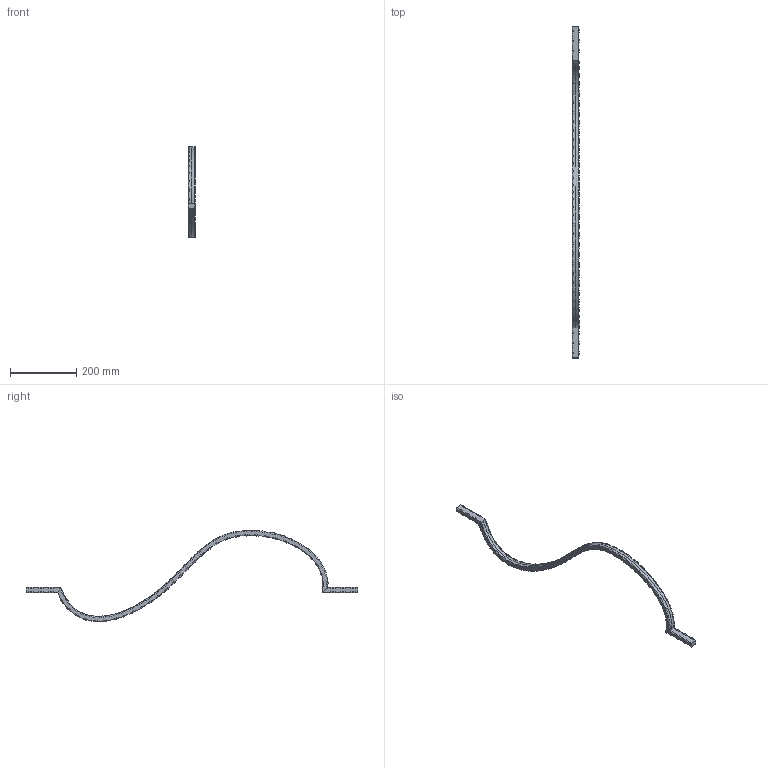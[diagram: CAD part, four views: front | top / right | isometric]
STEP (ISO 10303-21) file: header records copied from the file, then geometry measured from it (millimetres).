
FILE_DESCRIPTION (( 'STEP AP203' ), '1' );
FILE_NAME ('1703.step', '2015-09-17T14:50:40', ( '' ), ( '' ), 'SwSTEP 2.0', 'SolidWorks 2015', '' );
FILE_SCHEMA (( 'CONFIG_CONTROL_DESIGN' ));
Length unit declared in the file: millimetre
Products named in the file (1): 1703
Bounding box: 22.6 x 1000 x 275.82 mm (x, y, z)
Volume: 337043.9 mm3; surface area: 92694.5 mm2
Topology: 80 solids, 80 shells, 556 faces, 1860 edges, 980 vertices
Faces by surface type: torus 316, bspline 143, plane 97
Entity records: 26457 total; most frequent: CARTESIAN_POINT 14064, ORIENTED_EDGE 2720, DIRECTION 2254, EDGE_CURVE 1360, VERTEX_POINT 980, AXIS2_PLACEMENT_3D 962, EDGE_LOOP 572, FACE_OUTER_BOUND 556
